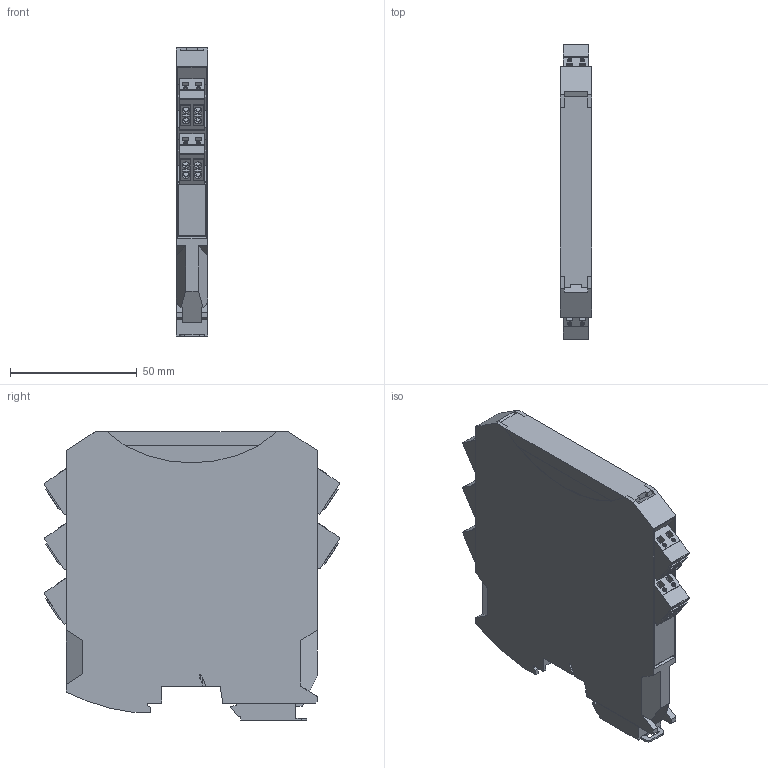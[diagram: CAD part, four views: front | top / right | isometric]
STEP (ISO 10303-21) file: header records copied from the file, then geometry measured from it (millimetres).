
FILE_DESCRIPTION(('Creo Elements/Direct Modeling STEP Export'),'2;1');
FILE_NAME('model.stp','2020-10-05T10:06:47',(''),(''),'Creo Elements/Direct Modeling STEP processor for AP214 (Solid Model)','Creo Elements/Direct Modeling 20.1A 29-Sep-2018 (C) Parametric Technology GmbH','');
FILE_SCHEMA(('AUTOMOTIVE_DESIGN { 1 0 10303 214 1 1 1 1 }'));
Length unit declared in the file: millimetre
Products named in the file (5): MAXC_12.5-GY-SOCKEL-select; ME_MAX_B-12.5_GY7042-select; TVFKC_1.5_2-ST_GY7035-select.3; TVFKC_1.5_2-ST_BU-select.1; MACX_MCR_12.5_152_2-select
Assembly tree (7 placements, depth 2):
  MACX_MCR_12.5_152_2-select
    TVFKC_1.5_2-ST_BU-select.1  x2
    TVFKC_1.5_2-ST_GY7035-select.3  x3
    ME_MAX_B-12.5_GY7042-select
    MAXC_12.5-GY-SOCKEL-select
Bounding box: 12.6 x 116.67 x 113.7 mm (x, y, z)
Volume: 129676 mm3; surface area: 42736.8 mm2
Topology: 7 solids, 7 shells, 1180 faces, 2911 edges, 1868 vertices
Faces by surface type: plane 880, cylinder 210, cone 80, extrusion 10
Entity records: 26861 total; most frequent: CARTESIAN_POINT 4200, ORIENTED_EDGE 3658, DIRECTION 3167, EDGE_CURVE 1829, VECTOR 1485, LINE 1481, VERTEX_POINT 1192, AXIS2_PLACEMENT_3D 841
